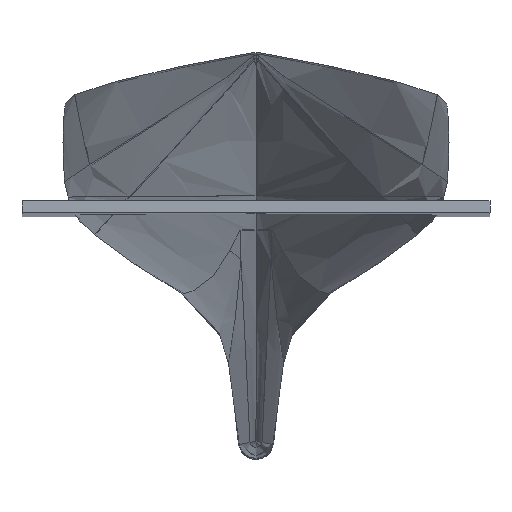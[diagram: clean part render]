
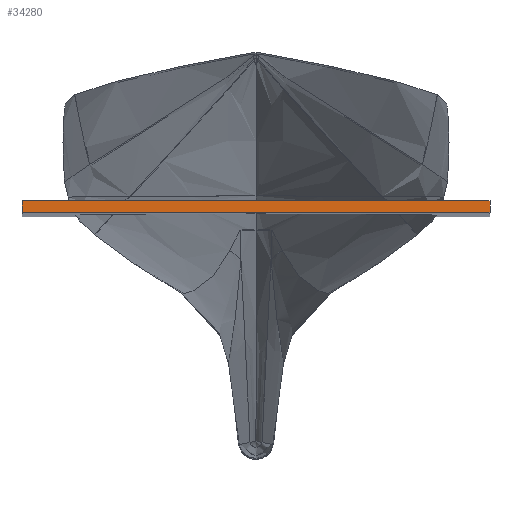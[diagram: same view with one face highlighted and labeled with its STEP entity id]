
A CAD part, top view. The second image highlights one B-rep face of the part: STEP entity #34280.
In plain terms, the highlighted face is planar.
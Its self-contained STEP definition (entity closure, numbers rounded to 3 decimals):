
#200=CARTESIAN_POINT('',(-4004.876,-5970.439,-54292.452));
#210=VERTEX_POINT('',#200);
#240=CARTESIAN_POINT('',(-4004.876,-5970.439,-54292.452));
#250=DIRECTION('',(1.,0.,0.));
#260=VECTOR('',#250,1.);
#270=LINE('',#240,#260);
#280=CARTESIAN_POINT('',(4004.876,-5970.439,-54292.452));
#290=VERTEX_POINT('',#280);
#300=EDGE_CURVE('',#210,#290,#270,.T.);
#18660=CARTESIAN_POINT('',(4004.876,-6170.439,-54292.452))
;
#18670=VERTEX_POINT('',#18660);
#18720=CARTESIAN_POINT('',(-4004.876,-6170.439,-54292.452)
);
#18730=DIRECTION('',(1.,0.,0.));
#18740=VECTOR('',#18730,1.);
#18750=LINE('',#18720,#18740);
#18760=CARTESIAN_POINT('',(-4004.876,-6170.439,-54292.452)
);
#18770=VERTEX_POINT('',#18760);
#18780=EDGE_CURVE('',#18770,#18670,#18750,.T.);
#34020=CARTESIAN_POINT('',(-4004.876,-5970.439,-54292.452)
);
#34030=DIRECTION('',(0.,-1.,0.));
#34040=VECTOR('',#34030,1.);
#34050=LINE('',#34020,#34040);
#34060=EDGE_CURVE('',#210,#18770,#34050,.T.);
#34120=CARTESIAN_POINT('',(4004.876,-5970.439,-54292.452))
;
#34130=DIRECTION('',(0.,0.,-1.));
#34140=DIRECTION('',(1.,0.,0.));
#34150=AXIS2_PLACEMENT_3D('',#34120,#34130,#34140);
#34160=PLANE('',#34150);
#34170=ORIENTED_EDGE('',*,*,#34060,.F.);
#34180=ORIENTED_EDGE('',*,*,#18780,.F.);
#34190=CARTESIAN_POINT('',(4004.876,-5970.439,-54292.452))
;
#34200=DIRECTION('',(0.,-1.,0.));
#34210=VECTOR('',#34200,1.);
#34220=LINE('',#34190,#34210);
#34230=EDGE_CURVE('',#290,#18670,#34220,.T.);
#34240=ORIENTED_EDGE('',*,*,#34230,.T.);
#34250=ORIENTED_EDGE('',*,*,#300,.T.);
#34260=EDGE_LOOP('',(#34250,#34240,#34180,#34170));
#34270=FACE_OUTER_BOUND('',#34260,.T.);
#34280=ADVANCED_FACE('',(#34270),#34160,.T.);
